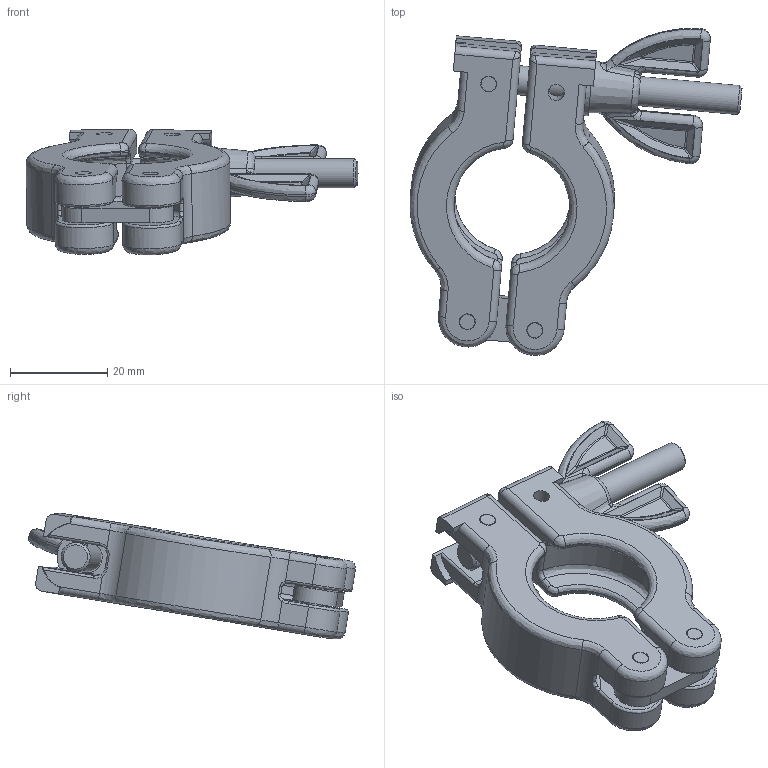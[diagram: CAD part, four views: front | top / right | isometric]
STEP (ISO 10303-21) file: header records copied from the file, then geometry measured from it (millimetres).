
FILE_DESCRIPTION (( 'STEP AP214' ), '1' );
FILE_NAME ('FULLVAC CA1KF16.STEP', '2019-03-26T14:39:19', ( '' ), ( '' ), 'SwSTEP 2.0', 'SolidWorks 2017', '' );
FILE_SCHEMA (( 'AUTOMOTIVE_DESIGN' ));
Length unit declared in the file: millimetre
Products named in the file (7): 6^CA1KF16; 4^CA1KF16; FULLVAC CA1KF16; 2^CA1KF16; 1^CA1KF16; 3^CA1KF16; 5^CA1KF16
Assembly tree (9 placements, depth 2):
  FULLVAC CA1KF16
    1^CA1KF16  x2
    2^CA1KF16
    3^CA1KF16
    4^CA1KF16
    5^CA1KF16  x3
    6^CA1KF16
Bounding box: 68.33 x 67.29 x 25.86 mm (x, y, z)
Volume: 19244.9 mm3; surface area: 13044.8 mm2
Topology: 9 solids, 9 shells, 385 faces, 931 edges, 547 vertices
Faces by surface type: bspline 156, cylinder 132, plane 78, torus 12, cone 7
Full cylindrical faces by diameter (mm): 3.1 x3, 3.3 x8, 3.5 x3, 4.917 x1, 6 x1, 6.6 x1, 12 x1
Entity records: 15440 total; most frequent: CARTESIAN_POINT 7438, ORIENTED_EDGE 1140, DIRECTION 741, EDGE_CURVE 570, VERTEX_POINT 341, EDGE_LOOP 297, AXIS2_PLACEMENT_3D 287, UNCERTAINTY_MEASURE_WITH_UNIT 279
